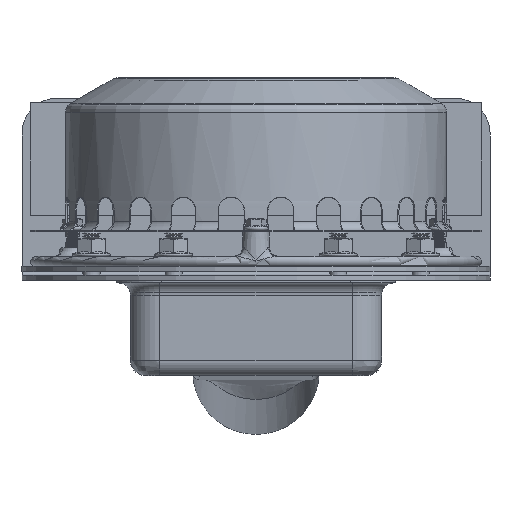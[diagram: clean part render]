
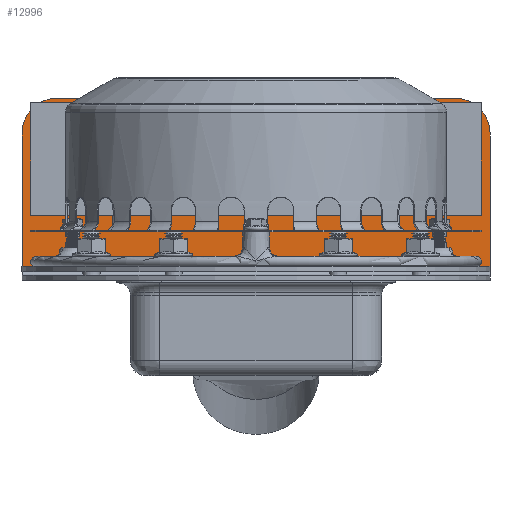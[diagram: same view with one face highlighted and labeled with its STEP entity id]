
A CAD part, left-side view. The second image highlights one B-rep face of the part: STEP entity #12996.
In plain terms, the highlighted planar face has unit normal (-1, 0, 0).
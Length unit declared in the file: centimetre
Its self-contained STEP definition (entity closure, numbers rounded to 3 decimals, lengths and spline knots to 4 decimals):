
#1234=PLANE('',#13940);
#1509=FACE_OUTER_BOUND('',#2316,.T.);
#2316=EDGE_LOOP('',(#9401,#9402,#9403,#9404,#9405,#9406));
#3223=CIRCLE('',#13937,20.);
#3225=CIRCLE('',#13941,20.);
#4071=LINE('',#21189,#4874);
#4074=LINE('',#21195,#4877);
#4075=LINE('',#21197,#4878);
#4076=LINE('',#21199,#4879);
#4874=VECTOR('',#15950,1.);
#4877=VECTOR('',#15955,1.);
#4878=VECTOR('',#15956,1.);
#4879=VECTOR('',#15957,1.);
#5711=VERTEX_POINT('',#21179);
#5712=VERTEX_POINT('',#21180);
#5715=VERTEX_POINT('',#21188);
#5717=VERTEX_POINT('',#21194);
#5718=VERTEX_POINT('',#21196);
#5719=VERTEX_POINT('',#21198);
#7070=EDGE_CURVE('',#5711,#5712,#3223,.T.);
#7074=EDGE_CURVE('',#5712,#5715,#4071,.T.);
#7077=EDGE_CURVE('',#5711,#5717,#4074,.T.);
#7078=EDGE_CURVE('',#5717,#5718,#4075,.T.);
#7079=EDGE_CURVE('',#5718,#5719,#4076,.T.);
#7080=EDGE_CURVE('',#5715,#5719,#3225,.T.);
#9401=ORIENTED_EDGE('',*,*,#7070,.F.);
#9402=ORIENTED_EDGE('',*,*,#7077,.T.);
#9403=ORIENTED_EDGE('',*,*,#7078,.T.);
#9404=ORIENTED_EDGE('',*,*,#7079,.T.);
#9405=ORIENTED_EDGE('',*,*,#7080,.F.);
#9406=ORIENTED_EDGE('',*,*,#7074,.F.);
#12996=ADVANCED_FACE('',(#1509),#1234,.T.);
#13937=AXIS2_PLACEMENT_3D('',#21181,#15942,#15943);
#13940=AXIS2_PLACEMENT_3D('',#21193,#15953,#15954);
#13941=AXIS2_PLACEMENT_3D('',#21200,#15958,#15959);
#15942=DIRECTION('center_axis',(1.,0.,0.));
#15943=DIRECTION('ref_axis',(0.,0.707,0.707));
#15950=DIRECTION('',(0.,-1.,0.));
#15953=DIRECTION('center_axis',(-1.,0.,0.));
#15954=DIRECTION('ref_axis',(0.,-1.,0.));
#15955=DIRECTION('',(0.,0.,-1.));
#15956=DIRECTION('',(0.,-1.,0.));
#15957=DIRECTION('',(0.,0.,1.));
#15958=DIRECTION('center_axis',(1.,0.,0.));
#15959=DIRECTION('ref_axis',(0.,-0.707,0.707));
#21179=CARTESIAN_POINT('',(276.999,135.,84.999));
#21180=CARTESIAN_POINT('',(276.999,115.,104.999));
#21181=CARTESIAN_POINT('Origin',(276.999,115.,84.999));
#21188=CARTESIAN_POINT('',(276.999,-115.,104.999));
#21189=CARTESIAN_POINT('',(276.999,135.,104.999));
#21193=CARTESIAN_POINT('Origin',(276.999,135.,5.7));
#21194=CARTESIAN_POINT('',(276.999,135.,5.7));
#21195=CARTESIAN_POINT('',(276.999,135.,104.999));
#21196=CARTESIAN_POINT('',(276.999,-135.,5.7));
#21197=CARTESIAN_POINT('',(276.999,135.,5.7));
#21198=CARTESIAN_POINT('',(276.999,-135.,84.999));
#21199=CARTESIAN_POINT('',(276.999,-135.,104.999));
#21200=CARTESIAN_POINT('Origin',(276.999,-115.,84.999));
